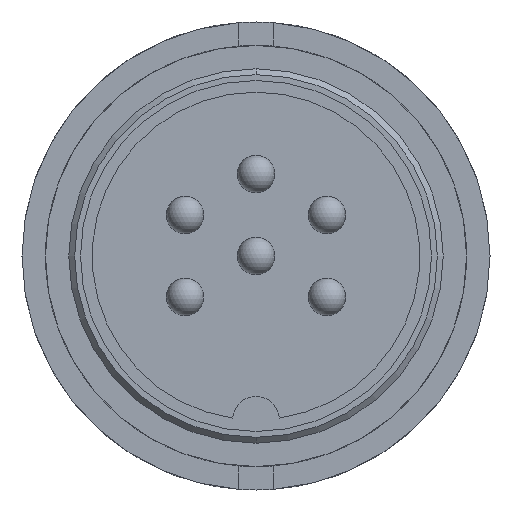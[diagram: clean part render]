
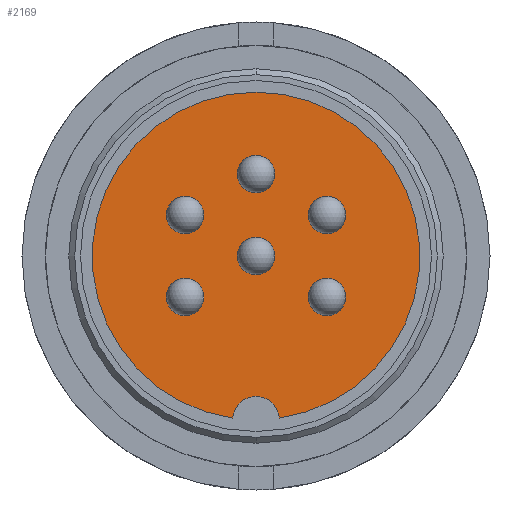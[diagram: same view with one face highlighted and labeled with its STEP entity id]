
A CAD part, front view. The second image highlights one B-rep face of the part: STEP entity #2169.
In plain terms, the highlighted planar face has unit normal (0, -1, 0).
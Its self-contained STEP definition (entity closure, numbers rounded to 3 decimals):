
#443=CARTESIAN_POINT('',(-2.23,-8.5,-1.75));
#444=VERTEX_POINT('',#443);
#453=CARTESIAN_POINT('',(-3.83,-8.5,-1.75));
#454=VERTEX_POINT('',#453);
#455=CARTESIAN_POINT('',(-3.03,-8.5,-1.75));
#456=DIRECTION('',(0.0,1.0,0.0));
#457=DIRECTION('',(1.0,0.0,0.0));
#458=AXIS2_PLACEMENT_3D('',#455,#456,#457);
#459=CIRCLE('',#458,0.8);
#460=EDGE_CURVE('',#454,#444,#459,.T.);
#485=CARTESIAN_POINT('',(0.8,-8.5,3.5));
#486=VERTEX_POINT('',#485);
#495=CARTESIAN_POINT('',(-0.8,-8.5,3.5));
#496=VERTEX_POINT('',#495);
#497=CARTESIAN_POINT('',(0.0,-8.5,3.5));
#498=DIRECTION('',(0.0,1.0,0.0));
#499=DIRECTION('',(1.0,0.0,0.0));
#500=AXIS2_PLACEMENT_3D('',#497,#498,#499);
#501=CIRCLE('',#500,0.8);
#502=EDGE_CURVE('',#496,#486,#501,.T.);
#527=CARTESIAN_POINT('',(-2.23,-8.5,1.75));
#528=VERTEX_POINT('',#527);
#537=CARTESIAN_POINT('',(-3.83,-8.5,1.75));
#538=VERTEX_POINT('',#537);
#539=CARTESIAN_POINT('',(-3.03,-8.5,1.75));
#540=DIRECTION('',(0.0,1.0,0.0));
#541=DIRECTION('',(1.0,0.0,0.0));
#542=AXIS2_PLACEMENT_3D('',#539,#540,#541);
#543=CIRCLE('',#542,0.8);
#544=EDGE_CURVE('',#538,#528,#543,.T.);
#569=CARTESIAN_POINT('',(3.83,-8.5,-1.75));
#570=VERTEX_POINT('',#569);
#579=CARTESIAN_POINT('',(2.23,-8.5,-1.75));
#580=VERTEX_POINT('',#579);
#581=CARTESIAN_POINT('',(3.03,-8.5,-1.75));
#582=DIRECTION('',(0.0,1.0,0.0));
#583=DIRECTION('',(1.0,0.0,0.0));
#584=AXIS2_PLACEMENT_3D('',#581,#582,#583);
#585=CIRCLE('',#584,0.8);
#586=EDGE_CURVE('',#580,#570,#585,.T.);
#611=CARTESIAN_POINT('',(3.83,-8.5,1.75));
#612=VERTEX_POINT('',#611);
#621=CARTESIAN_POINT('',(2.23,-8.5,1.75));
#622=VERTEX_POINT('',#621);
#623=CARTESIAN_POINT('',(3.03,-8.5,1.75));
#624=DIRECTION('',(0.0,1.0,0.0));
#625=DIRECTION('',(1.0,0.0,0.0));
#626=AXIS2_PLACEMENT_3D('',#623,#624,#625);
#627=CIRCLE('',#626,0.8);
#628=EDGE_CURVE('',#622,#612,#627,.T.);
#653=CARTESIAN_POINT('',(0.8,-8.5,0.));
#654=VERTEX_POINT('',#653);
#663=CARTESIAN_POINT('',(-0.8,-8.5,0.));
#664=VERTEX_POINT('',#663);
#665=CARTESIAN_POINT('',(0.0,-8.5,0.0));
#666=DIRECTION('',(0.0,1.0,0.0));
#667=DIRECTION('',(1.0,0.0,0.0));
#668=AXIS2_PLACEMENT_3D('',#665,#666,#667);
#669=CIRCLE('',#668,0.8);
#670=EDGE_CURVE('',#664,#654,#669,.T.);
#697=CARTESIAN_POINT('',(0.,-8.5,7.));
#698=VERTEX_POINT('',#697);
#714=CARTESIAN_POINT('',(-0.997,-8.5,-6.929));
#715=VERTEX_POINT('',#714);
#722=CARTESIAN_POINT('',(0.0,-8.5,0.));
#723=DIRECTION('',(0.0,1.0,0.0));
#724=DIRECTION('',(0.0,0.0,1.0));
#725=AXIS2_PLACEMENT_3D('',#722,#723,#724);
#726=CIRCLE('',#725,7.);
#727=EDGE_CURVE('',#715,#698,#726,.T.);
#2074=CARTESIAN_POINT('',(0.997,-8.5,-6.929));
#2075=VERTEX_POINT('',#2074);
#2082=CARTESIAN_POINT('',(0.0,-8.5,-7.));
#2083=DIRECTION('',(0.0,1.0,0.0));
#2084=DIRECTION('',(-0.997,0.0,0.071));
#2085=AXIS2_PLACEMENT_3D('',#2082,#2083,#2084);
#2086=CIRCLE('',#2085,1.0);
#2087=EDGE_CURVE('',#715,#2075,#2086,.T.);
#2093=CARTESIAN_POINT('',(0.0,-8.5,3.5));
#2094=DIRECTION('',(0.0,-1.0,0.0));
#2095=DIRECTION('',(0.0,0.0,-1.0));
#2096=AXIS2_PLACEMENT_3D('',#2093,#2094,#2095);
#2097=PLANE('',#2096);
#2098=ORIENTED_EDGE('',*,*,#2087,.T.);
#2099=CARTESIAN_POINT('',(0.0,-8.5,0.));
#2100=DIRECTION('',(0.0,1.0,0.0));
#2101=DIRECTION('',(0.0,0.0,1.0));
#2102=AXIS2_PLACEMENT_3D('',#2099,#2100,#2101);
#2103=CIRCLE('',#2102,7.);
#2104=EDGE_CURVE('',#698,#2075,#2103,.T.);
#2105=ORIENTED_EDGE('',*,*,#2104,.F.);
#2106=ORIENTED_EDGE('',*,*,#727,.F.);
#2107=EDGE_LOOP('',(#2098,#2105,#2106));
#2108=FACE_OUTER_BOUND('',#2107,.T.);
#2109=ORIENTED_EDGE('',*,*,#670,.T.);
#2110=CARTESIAN_POINT('',(0.0,-8.5,0.0));
#2111=DIRECTION('',(0.0,1.0,0.0));
#2112=DIRECTION('',(1.0,0.0,0.0));
#2113=AXIS2_PLACEMENT_3D('',#2110,#2111,#2112);
#2114=CIRCLE('',#2113,0.8);
#2115=EDGE_CURVE('',#654,#664,#2114,.T.);
#2116=ORIENTED_EDGE('',*,*,#2115,.T.);
#2117=EDGE_LOOP('',(#2109,#2116));
#2118=FACE_BOUND('',#2117,.T.);
#2119=ORIENTED_EDGE('',*,*,#628,.T.);
#2120=CARTESIAN_POINT('',(3.03,-8.5,1.75));
#2121=DIRECTION('',(0.0,1.0,0.0));
#2122=DIRECTION('',(1.0,0.0,0.0));
#2123=AXIS2_PLACEMENT_3D('',#2120,#2121,#2122);
#2124=CIRCLE('',#2123,0.8);
#2125=EDGE_CURVE('',#612,#622,#2124,.T.);
#2126=ORIENTED_EDGE('',*,*,#2125,.T.);
#2127=EDGE_LOOP('',(#2119,#2126));
#2128=FACE_BOUND('',#2127,.T.);
#2129=ORIENTED_EDGE('',*,*,#586,.T.);
#2130=CARTESIAN_POINT('',(3.03,-8.5,-1.75));
#2131=DIRECTION('',(0.0,1.0,0.0));
#2132=DIRECTION('',(1.0,0.0,0.0));
#2133=AXIS2_PLACEMENT_3D('',#2130,#2131,#2132);
#2134=CIRCLE('',#2133,0.8);
#2135=EDGE_CURVE('',#570,#580,#2134,.T.);
#2136=ORIENTED_EDGE('',*,*,#2135,.T.);
#2137=EDGE_LOOP('',(#2129,#2136));
#2138=FACE_BOUND('',#2137,.T.);
#2139=ORIENTED_EDGE('',*,*,#460,.T.);
#2140=CARTESIAN_POINT('',(-3.03,-8.5,-1.75));
#2141=DIRECTION('',(0.0,1.0,0.0));
#2142=DIRECTION('',(1.0,0.0,0.0));
#2143=AXIS2_PLACEMENT_3D('',#2140,#2141,#2142);
#2144=CIRCLE('',#2143,0.8);
#2145=EDGE_CURVE('',#444,#454,#2144,.T.);
#2146=ORIENTED_EDGE('',*,*,#2145,.T.);
#2147=EDGE_LOOP('',(#2139,#2146));
#2148=FACE_BOUND('',#2147,.T.);
#2149=ORIENTED_EDGE('',*,*,#544,.T.);
#2150=CARTESIAN_POINT('',(-3.03,-8.5,1.75));
#2151=DIRECTION('',(0.0,1.0,0.0));
#2152=DIRECTION('',(1.0,0.0,0.0));
#2153=AXIS2_PLACEMENT_3D('',#2150,#2151,#2152);
#2154=CIRCLE('',#2153,0.8);
#2155=EDGE_CURVE('',#528,#538,#2154,.T.);
#2156=ORIENTED_EDGE('',*,*,#2155,.T.);
#2157=EDGE_LOOP('',(#2149,#2156));
#2158=FACE_BOUND('',#2157,.T.);
#2159=ORIENTED_EDGE('',*,*,#502,.T.);
#2160=CARTESIAN_POINT('',(0.0,-8.5,3.5));
#2161=DIRECTION('',(0.0,1.0,0.0));
#2162=DIRECTION('',(1.0,0.0,0.0));
#2163=AXIS2_PLACEMENT_3D('',#2160,#2161,#2162);
#2164=CIRCLE('',#2163,0.8);
#2165=EDGE_CURVE('',#486,#496,#2164,.T.);
#2166=ORIENTED_EDGE('',*,*,#2165,.T.);
#2167=EDGE_LOOP('',(#2159,#2166));
#2168=FACE_BOUND('',#2167,.T.);
#2169=ADVANCED_FACE('',(#2108,#2118,#2128,#2138,#2148,#2158,#2168),#2097,.T.);
